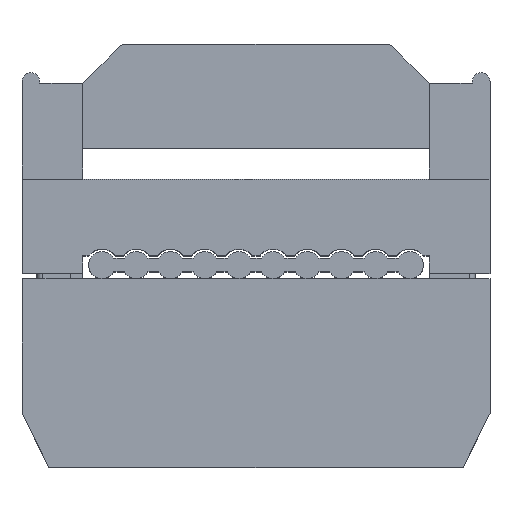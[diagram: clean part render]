
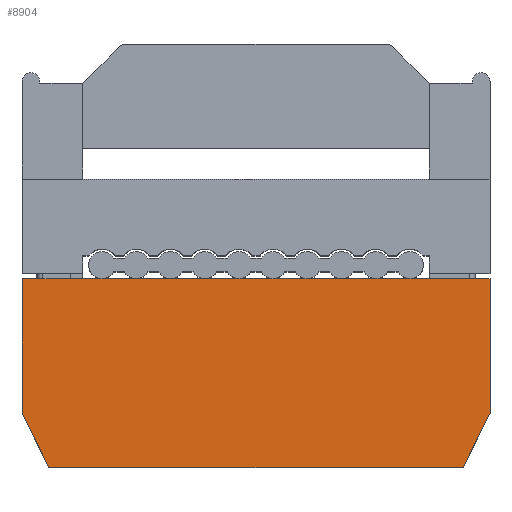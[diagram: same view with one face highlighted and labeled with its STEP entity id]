
A CAD part, top view. The second image highlights one B-rep face of the part: STEP entity #8904.
In plain terms, the highlighted planar face has unit normal (0, 0, 1).
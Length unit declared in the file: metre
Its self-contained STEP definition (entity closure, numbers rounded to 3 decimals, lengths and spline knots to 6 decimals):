
#482=PLANE('',#11958);
#894=LINE('',#15096,#1991);
#992=LINE('',#15297,#2089);
#1000=LINE('',#15314,#2097);
#1002=LINE('',#15317,#2099);
#1003=LINE('',#15319,#2100);
#1004=LINE('',#15321,#2101);
#1991=VECTOR('',#12737,1.);
#2089=VECTOR('',#12849,1.);
#2097=VECTOR('',#12859,1.);
#2099=VECTOR('',#12863,1.);
#2100=VECTOR('',#12864,1.);
#2101=VECTOR('',#12865,1.);
#3353=ORIENTED_EDGE('',*,*,#5780,.F.);
#3354=ORIENTED_EDGE('',*,*,#5782,.T.);
#3355=ORIENTED_EDGE('',*,*,#5783,.F.);
#3356=ORIENTED_EDGE('',*,*,#5784,.F.);
#3357=ORIENTED_EDGE('',*,*,#5772,.T.);
#3358=ORIENTED_EDGE('',*,*,#5672,.T.);
#5672=EDGE_CURVE('',#6909,#6907,#894,.T.);
#5772=EDGE_CURVE('',#7005,#6909,#992,.T.);
#5780=EDGE_CURVE('',#7012,#6907,#1000,.T.);
#5782=EDGE_CURVE('',#7012,#7013,#1002,.T.);
#5783=EDGE_CURVE('',#7014,#7013,#1003,.T.);
#5784=EDGE_CURVE('',#7005,#7014,#1004,.T.);
#6907=VERTEX_POINT('',#15094);
#6909=VERTEX_POINT('',#15097);
#7005=VERTEX_POINT('',#15298);
#7012=VERTEX_POINT('',#15313);
#7013=VERTEX_POINT('',#15318);
#7014=VERTEX_POINT('',#15320);
#7877=EDGE_LOOP('',(#3353,#3354,#3355,#3356,#3357,#3358));
#8356=FACE_BOUND('',#7877,.T.);
#8904=ADVANCED_FACE('',(#8356),#482,.F.);
#11958=AXIS2_PLACEMENT_3D('',#15316,#12861,#12862);
#12737=DIRECTION('',(-1.,0.,0.));
#12849=DIRECTION('',(0.,1.,0.));
#12859=DIRECTION('',(0.,1.,0.));
#12861=DIRECTION('',(0.,0.,-1.));
#12862=DIRECTION('',(-1.,0.,0.));
#12863=DIRECTION('',(0.447,-0.894,0.));
#12864=DIRECTION('',(-1.,0.,0.));
#12865=DIRECTION('',(-0.447,-0.894,0.));
#15094=CARTESIAN_POINT('',(-0.00869,0.,0.003));
#15096=CARTESIAN_POINT('',(0.00869,0.,0.003));
#15097=CARTESIAN_POINT('',(0.00869,0.,0.003));
#15297=CARTESIAN_POINT('',(0.00869,-0.007,0.003));
#15298=CARTESIAN_POINT('',(0.00869,-0.005,0.003));
#15313=CARTESIAN_POINT('',(-0.00869,-0.005,0.003));
#15314=CARTESIAN_POINT('',(-0.00869,-0.007,0.003));
#15316=CARTESIAN_POINT('',(0.00869,-0.007,0.003));
#15317=CARTESIAN_POINT('',(-0.004414,-0.013552,0.003));
#15318=CARTESIAN_POINT('',(-0.00769,-0.007,0.003));
#15319=CARTESIAN_POINT('',(0.00869,-0.007,0.003));
#15320=CARTESIAN_POINT('',(0.00769,-0.007,0.003));
#15321=CARTESIAN_POINT('',(0.00789,-0.0066,0.003));
